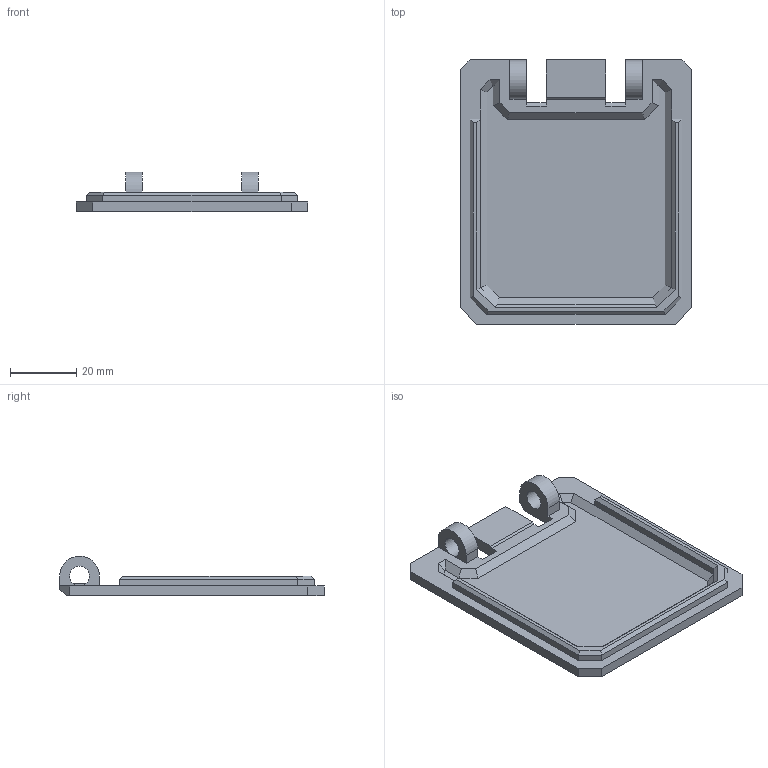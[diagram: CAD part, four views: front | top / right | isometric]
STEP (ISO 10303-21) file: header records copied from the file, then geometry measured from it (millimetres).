
FILE_DESCRIPTION(('STEP AP242'), '1');
FILE_NAME('screw_box_cover', '', ('UNSPECIFIED'), ('UNSPECIFIED'), 'C3D Converter', 'C3D Toolkit', '');
FILE_SCHEMA(('AP242_MANAGED_MODEL_BASED_3D_ENGINEERING_MIM_LF { 1 0 10303 442 1 1 4 }'));
Length unit declared in the file: millimetre
Bounding box: 70 x 80 x 12 mm (x, y, z)
Volume: 11883.1 mm3; surface area: 13411.2 mm2
Topology: 1 solids, 1 shells, 75 faces, 202 edges, 128 vertices
Faces by surface type: plane 71, cylinder 4
Full cylindrical faces by diameter (mm): 6 x2
Entity records: 2924 total; most frequent: CARTESIAN_POINT 404, ORIENTED_EDGE 400, DIRECTION 362, EDGE_CURVE 200, LINE 190, VECTOR 190, VERTEX_POINT 128, AXIS2_PLACEMENT_3D 86
